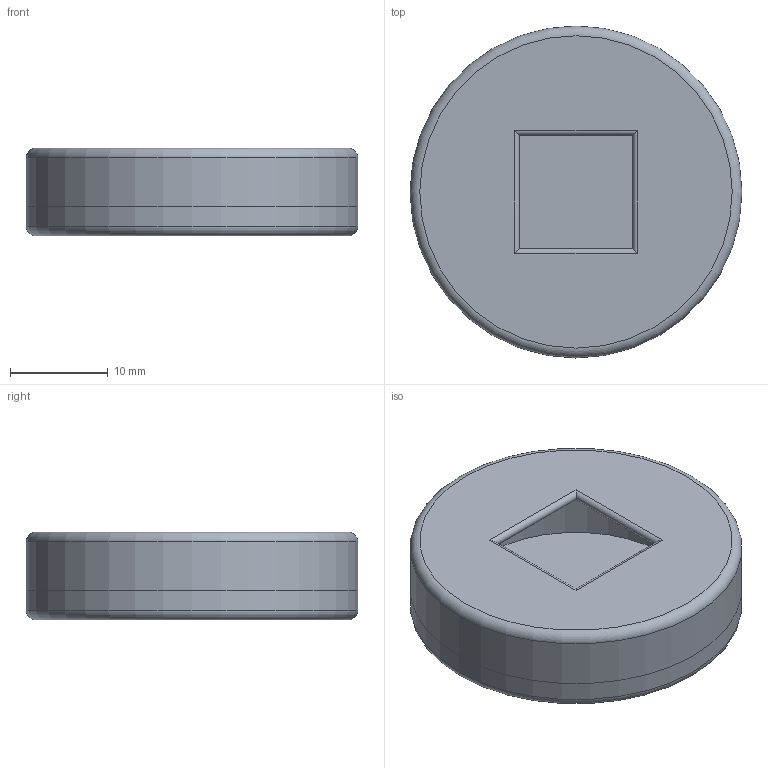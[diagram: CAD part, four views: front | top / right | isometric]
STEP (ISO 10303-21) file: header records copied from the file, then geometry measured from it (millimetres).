
FILE_DESCRIPTION(/* description */ (''),/* implementation_level */ '2;1');
FILE_NAME(/* name */ 'recall_product-20161123.stp',/* time_stamp */ '2016-11-23T17:52:59+08:00',/* author */ (''),/* organization */ (''),/* preprocessor_version */ 'ST-DEVELOPER v14',/* originating_system */ 'SIEMENS PLM Software NX 8.0',/* authorisation */ '');
FILE_SCHEMA (('AUTOMOTIVE_DESIGN { 1 0 10303 214 3 1 1 1 }'));
Length unit declared in the file: millimetre
Products named in the file (1): recall_product-20161123
Bounding box: 34 x 34 x 9 mm (x, y, z)
Volume: 4217.2 mm3; surface area: 5885.6 mm2
Topology: 2 solids, 2 shells, 29 faces, 53 edges, 34 vertices
Faces by surface type: plane 10, cylinder 8, bspline 5, torus 4, cone 2
Full cylindrical faces by diameter (mm): 25.4 x1, 28.4 x1, 34 x2
Entity records: 1236 total; most frequent: CARTESIAN_POINT 703, DIRECTION 96, ORIENTED_EDGE 70, EDGE_LOOP 52, FACE_BOUND 46, AXIS2_PLACEMENT_3D 44, EDGE_CURVE 35, VERTEX_POINT 31
